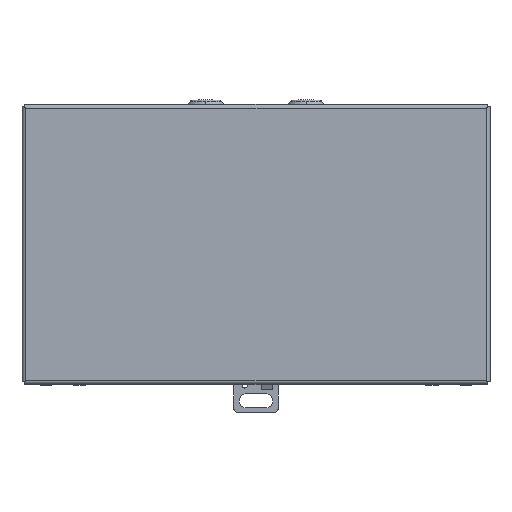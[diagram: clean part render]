
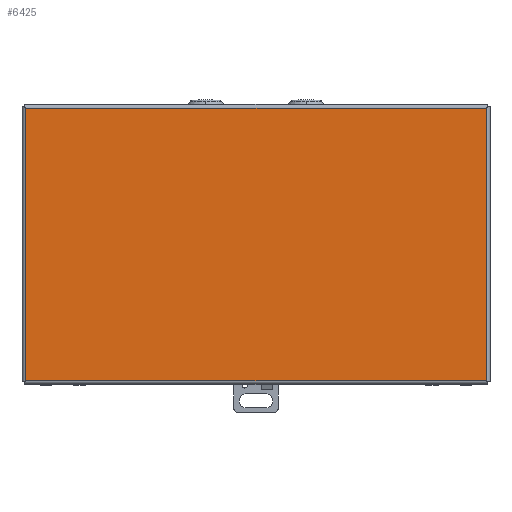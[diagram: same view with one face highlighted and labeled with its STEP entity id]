
A CAD part, top view. The second image highlights one B-rep face of the part: STEP entity #6425.
In plain terms, the highlighted planar face has unit normal (0, 0, 1).
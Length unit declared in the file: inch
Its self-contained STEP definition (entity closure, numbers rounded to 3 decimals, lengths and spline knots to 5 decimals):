
#591 = VERTEX_POINT ( 'NONE', #10271 ) ;
#904 = PLANE ( 'NONE',  #14811 ) ;
#1154 = LINE ( 'NONE', #4473, #4134 ) ;
#2345 = ORIENTED_EDGE ( 'NONE', *, *, #9228, .F. ) ;
#2420 = DIRECTION ( 'NONE',  ( 1., 0., 0. ) ) ;
#2827 = ORIENTED_EDGE ( 'NONE', *, *, #13856, .F. ) ;
#4028 = ORIENTED_EDGE ( 'NONE', *, *, #12562, .F. ) ;
#4134 = VECTOR ( 'NONE', #9193, 39.37008 ) ;
#4309 = DIRECTION ( 'NONE',  ( 0., 0., 1. ) ) ;
#4473 = CARTESIAN_POINT ( 'NONE',  ( 5.1585, -0.029, 5.0285 ) ) ;
#4589 = LINE ( 'NONE', #12712, #9616 ) ;
#5721 = VERTEX_POINT ( 'NONE', #7346 ) ;
#5917 = VECTOR ( 'NONE', #2420, 39.37008 ) ;
#5966 = ORIENTED_EDGE ( 'NONE', *, *, #14465, .F. ) ;
#6425 = ADVANCED_FACE ( 'NONE', ( #10494 ), #904, .T. ) ;
#6632 = VERTEX_POINT ( 'NONE', #13246 ) ;
#7346 = CARTESIAN_POINT ( 'NONE',  ( 5.1585, -6.135, 5.0285 ) ) ;
#8158 = DIRECTION ( 'NONE',  ( 0., 1., 0. ) ) ;
#8218 = LINE ( 'NONE', #13162, #5917 ) ;
#8306 = DIRECTION ( 'NONE',  ( -1., 0., 0. ) ) ;
#8387 = VECTOR ( 'NONE', #8306, 39.37008 ) ;
#9077 = LINE ( 'NONE', #13802, #8387 ) ;
#9193 = DIRECTION ( 'NONE',  ( 0., -1., 0. ) ) ;
#9228 = EDGE_CURVE ( 'NONE', #591, #5721, #1154, .T. ) ;
#9616 = VECTOR ( 'NONE', #8158, 39.37008 ) ;
#10271 = CARTESIAN_POINT ( 'NONE',  ( 5.1585, -0.029, 5.0285 ) ) ;
#10494 = FACE_OUTER_BOUND ( 'NONE', #12024, .T. ) ;
#10698 = VERTEX_POINT ( 'NONE', #14908 ) ;
#12024 = EDGE_LOOP ( 'NONE', ( #2827, #4028, #2345, #5966 ) ) ;
#12562 = EDGE_CURVE ( 'NONE', #5721, #6632, #9077, .T. ) ;
#12712 = CARTESIAN_POINT ( 'NONE',  ( -5.1585, -6.135, 5.0285 ) ) ;
#13162 = CARTESIAN_POINT ( 'NONE',  ( -5.1585, -0.029, 5.0285 ) ) ;
#13246 = CARTESIAN_POINT ( 'NONE',  ( -5.1585, -6.135, 5.0285 ) ) ;
#13802 = CARTESIAN_POINT ( 'NONE',  ( 5.1585, -6.135, 5.0285 ) ) ;
#13856 = EDGE_CURVE ( 'NONE', #6632, #10698, #4589, .T. ) ;
#14465 = EDGE_CURVE ( 'NONE', #10698, #591, #8218, .T. ) ;
#14811 = AXIS2_PLACEMENT_3D ( 'NONE', #15193, #4309, #15039 ) ;
#14908 = CARTESIAN_POINT ( 'NONE',  ( -5.1585, -0.029, 5.0285 ) ) ;
#15039 = DIRECTION ( 'NONE',  ( -1., 0., 0. ) ) ;
#15193 = CARTESIAN_POINT ( 'NONE',  ( 5.1585, -0.029, 5.0285 ) ) ;
